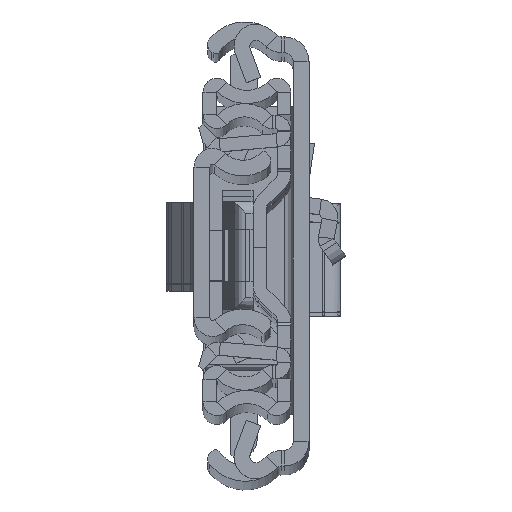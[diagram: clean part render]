
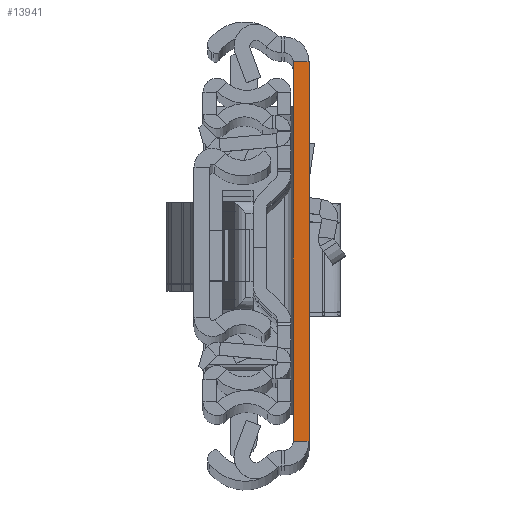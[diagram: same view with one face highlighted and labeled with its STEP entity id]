
A CAD part, top view. The second image highlights one B-rep face of the part: STEP entity #13941.
In plain terms, the highlighted planar face has unit normal (0, 0, 1).
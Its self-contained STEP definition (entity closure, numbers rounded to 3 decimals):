
#680 = PLANE ( 'NONE',  #12469 ) ;
#887 = DIRECTION ( 'NONE',  ( 0., 1., 0. ) ) ;
#2206 = CARTESIAN_POINT ( 'NONE',  ( 0., 31.5, 0. ) ) ;
#2301 = DIRECTION ( 'NONE',  ( 1., 0., 0. ) ) ;
#2397 = CARTESIAN_POINT ( 'NONE',  ( 2.6, -31.5, 0. ) ) ;
#2597 = VERTEX_POINT ( 'NONE', #11729 ) ;
#3088 = VECTOR ( 'NONE', #7544, 1000. ) ;
#3317 = VERTEX_POINT ( 'NONE', #17949 ) ;
#4397 = VECTOR ( 'NONE', #887, 1000. ) ;
#6111 = ORIENTED_EDGE ( 'NONE', *, *, #11140, .T. ) ;
#7016 = DIRECTION ( 'NONE',  ( 0., 1., 0. ) ) ;
#7544 = DIRECTION ( 'NONE',  ( 0., 1., 0. ) ) ;
#7845 = CARTESIAN_POINT ( 'NONE',  ( 0., -31.5, 0. ) ) ;
#8214 = DIRECTION ( 'NONE',  ( 0., 0., -1. ) ) ;
#8780 = ORIENTED_EDGE ( 'NONE', *, *, #17376, .T. ) ;
#9506 = CARTESIAN_POINT ( 'NONE',  ( 0., -31.5, 0. ) ) ;
#9527 = VERTEX_POINT ( 'NONE', #9506 ) ;
#9677 = CARTESIAN_POINT ( 'NONE',  ( 2.6, -31.5, 0. ) ) ;
#9785 = DIRECTION ( 'NONE',  ( 1., 0., 0. ) ) ;
#9990 = CARTESIAN_POINT ( 'NONE',  ( 2.6, -31.5, 0. ) ) ;
#10090 = LINE ( 'NONE', #9990, #4397 ) ;
#11140 = EDGE_CURVE ( 'NONE', #3317, #2597, #10090, .T. ) ;
#11444 = ORIENTED_EDGE ( 'NONE', *, *, #12114, .F. ) ;
#11729 = CARTESIAN_POINT ( 'NONE',  ( 2.6, 31.5, 0. ) ) ;
#11938 = EDGE_LOOP ( 'NONE', ( #17114, #11444, #8780, #6111 ) ) ;
#12114 = EDGE_CURVE ( 'NONE', #9527, #13617, #15353, .T. ) ;
#12469 = AXIS2_PLACEMENT_3D ( 'NONE', #9677, #8214, #7016 ) ;
#12635 = LINE ( 'NONE', #2397, #18469 ) ;
#12839 = LINE ( 'NONE', #15623, #14028 ) ;
#13617 = VERTEX_POINT ( 'NONE', #2206 ) ;
#13941 = ADVANCED_FACE ( 'NONE', ( #14125 ), #680, .F. ) ;
#14028 = VECTOR ( 'NONE', #9785, 1000. ) ;
#14125 = FACE_OUTER_BOUND ( 'NONE', #11938, .T. ) ;
#15353 = LINE ( 'NONE', #7845, #3088 ) ;
#15623 = CARTESIAN_POINT ( 'NONE',  ( 2.6, 31.5, 0. ) ) ;
#17009 = EDGE_CURVE ( 'NONE', #13617, #2597, #12839, .T. ) ;
#17114 = ORIENTED_EDGE ( 'NONE', *, *, #17009, .F. ) ;
#17376 = EDGE_CURVE ( 'NONE', #9527, #3317, #12635, .T. ) ;
#17949 = CARTESIAN_POINT ( 'NONE',  ( 2.6, -31.5, 0. ) ) ;
#18469 = VECTOR ( 'NONE', #2301, 1000. ) ;
